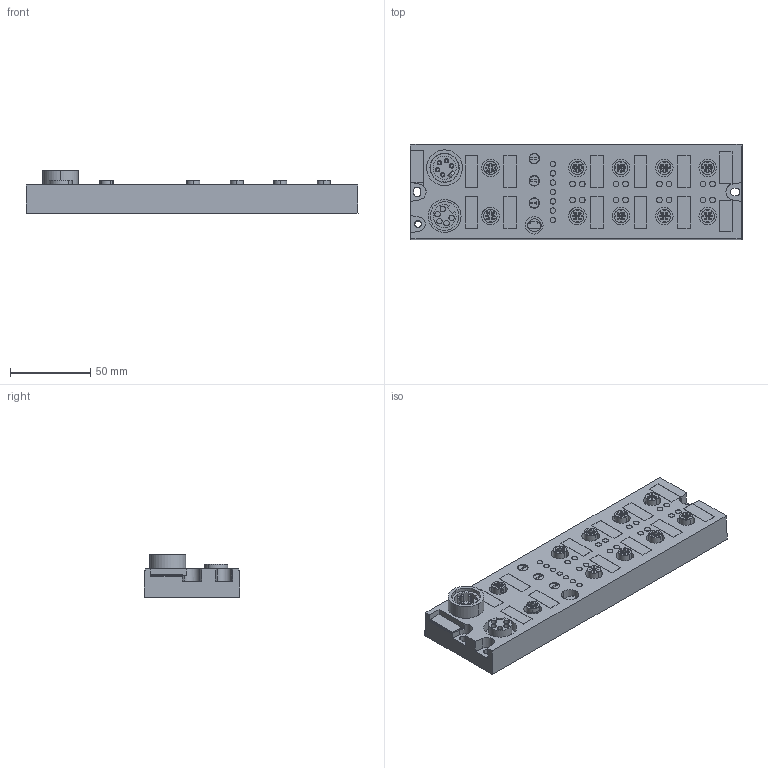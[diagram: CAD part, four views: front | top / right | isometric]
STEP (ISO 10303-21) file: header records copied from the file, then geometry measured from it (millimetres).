
FILE_DESCRIPTION(('CATIA V5R24 STEP','CAx-IF Rec.Pracs.--- Model Styling and Organization---1.2---2011-12-15'),'2;1');
FILE_NAME ('D1461980_0', '2016-11-15T12:22:43+00:00', ('Weidmueller Interface'), ('Weidmueller'), 'CATIA Version 5-6 Release 2014 SP4 HF52', 'CATIA V5 STEP AP214', 'none');
FILE_SCHEMA(('AUTOMOTIVE_DESIGN { 1 0 10303 214 1 1 1 1 }'));
Length unit declared in the file: millimetre
Products named in the file (1): 2426320000
Bounding box: 206.3 x 59.59 x 26.34 mm (x, y, z)
Volume: 210019.6 mm3; surface area: 43433.5 mm2
Topology: 1 solids, 1 shells, 781 faces, 1923 edges, 1292 vertices
Faces by surface type: cylinder 372, plane 367, extrusion 42
Entity records: 24737 total; most frequent: CARTESIAN_POINT 6694, ORIENTED_EDGE 3846, DIRECTION 2728, EDGE_CURVE 1923, VERTEX_POINT 1292, VECTOR 1115, AXIS2_PLACEMENT_3D 1096, LINE 1073
